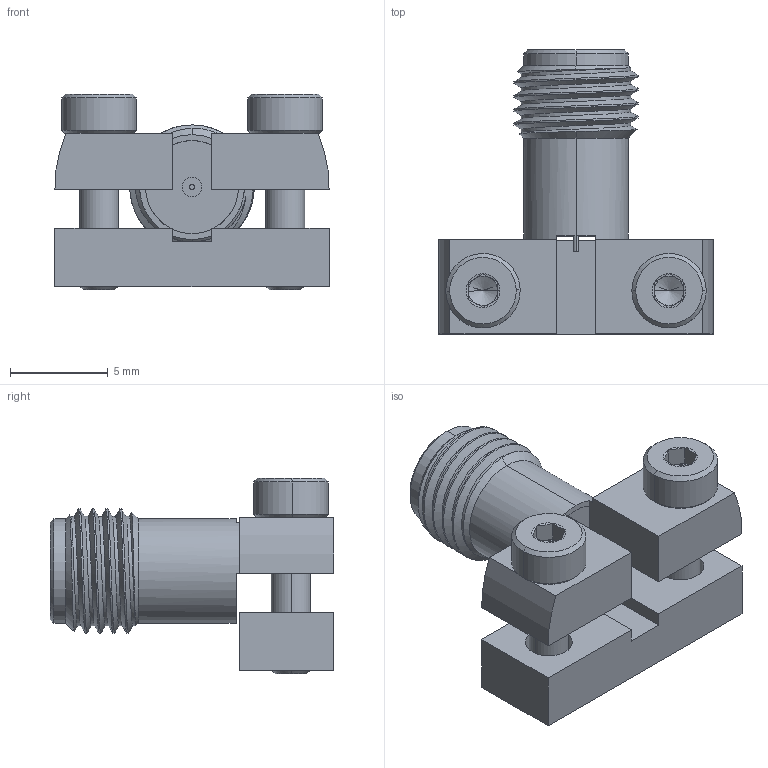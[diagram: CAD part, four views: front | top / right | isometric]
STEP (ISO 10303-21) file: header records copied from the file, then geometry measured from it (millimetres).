
FILE_DESCRIPTION (( 'STEP AP214' ), '1' );
FILE_NAME ('32K243-40ML5_STEP.STEP', '2024-12-05T08:43:21', ( '' ), ( '' ), 'SwSTEP 2.0', 'SolidWorks 2023', '' );
FILE_SCHEMA (( 'AUTOMOTIVE_DESIGN' ));
Length unit declared in the file: millimetre
Products named in the file (4): 32K243-40ML5-PART1; 32K243-40ML5-PART0; 32K243-40ML5_STEP; DIN 912 ISO 4762-M2X8MM
Assembly tree (4 placements, depth 2):
  32K243-40ML5_STEP
    32K243-40ML5-PART0
    32K243-40ML5-PART1
    DIN 912 ISO 4762-M2X8MM  x2
Bounding box: 14 x 14.5 x 10 mm (x, y, z)
Volume: 591.8 mm3; surface area: 1034 mm2
Topology: 4 solids, 4 shells, 165 faces, 366 edges, 215 vertices
Faces by surface type: plane 62, cylinder 47, cone 45, torus 8, bspline 3
Entity records: 5313 total; most frequent: CARTESIAN_POINT 2368, DIRECTION 618, ORIENTED_EDGE 570, EDGE_CURVE 285, AXIS2_PLACEMENT_3D 241, VERTEX_POINT 174, EDGE_LOOP 141, VECTOR 136
